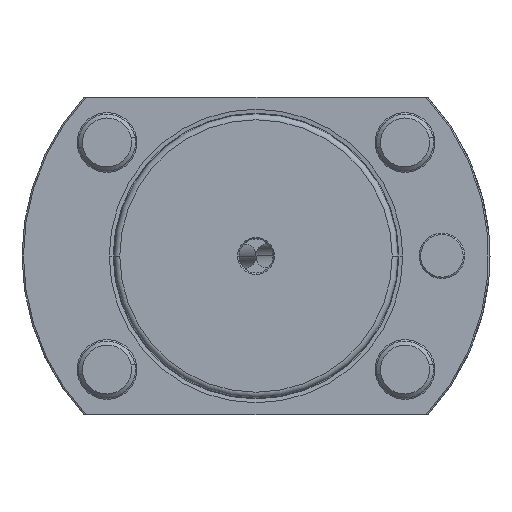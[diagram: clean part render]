
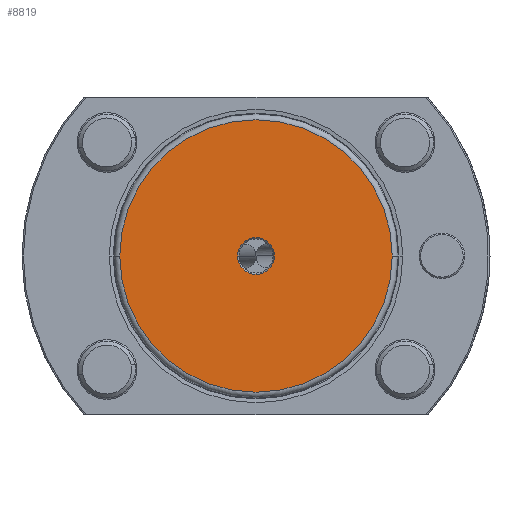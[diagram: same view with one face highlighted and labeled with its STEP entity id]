
A CAD part, left-side view. The second image highlights one B-rep face of the part: STEP entity #8819.
In plain terms, the highlighted planar face has unit normal (-1, 0, 0).
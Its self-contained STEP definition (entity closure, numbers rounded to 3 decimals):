
#1979 = CARTESIAN_POINT ( 'NONE',  ( -90., 48., 0. ) ) ;
#1982 = PLANE ( 'NONE',  #5873 ) ;
#1984 = DIRECTION ( 'NONE',  ( -1., 0., 0. ) ) ;
#1985 = DIRECTION ( 'NONE',  ( 0., -1., 0. ) ) ;
#2456 = FACE_BOUND ( 'NONE', #10846, .T. ) ;
#2461 = FACE_OUTER_BOUND ( 'NONE', #10842, .T. ) ;
#2716 = CIRCLE ( 'NONE', #8377, 6.5 ) ;
#2804 = CIRCLE ( 'NONE', #5189, 48. ) ;
#3387 = CARTESIAN_POINT ( 'NONE',  ( -90., 48., 0. ) ) ;
#3389 = CARTESIAN_POINT ( 'NONE',  ( -90., 6.5, 0. ) ) ;
#3392 = CARTESIAN_POINT ( 'NONE',  ( -90., -6.5, 0. ) ) ;
#3393 = CARTESIAN_POINT ( 'NONE',  ( -90., -48., 0. ) ) ;
#4475 = CARTESIAN_POINT ( 'NONE',  ( -90., 0., 0. ) ) ;
#4476 = DIRECTION ( 'NONE',  ( 1., 0., 0. ) ) ;
#4477 = DIRECTION ( 'NONE',  ( 0., 1., 0. ) ) ;
#4678 = CARTESIAN_POINT ( 'NONE',  ( -90., 0., 0. ) ) ;
#4679 = DIRECTION ( 'NONE',  ( 1., 0., 0. ) ) ;
#4680 = DIRECTION ( 'NONE',  ( 0., 1., 0. ) ) ;
#5189 = AXIS2_PLACEMENT_3D ( 'NONE', #4678, #4679, #4680 ) ;
#5873 = AXIS2_PLACEMENT_3D ( 'NONE', #1979, #1984, #1985 ) ;
#6158 = AXIS2_PLACEMENT_3D ( 'NONE', #15059, #15060, #15061 ) ;
#6159 = AXIS2_PLACEMENT_3D ( 'NONE', #15062, #15063, #15064 ) ;
#8074 = EDGE_CURVE ( 'NONE', #9647, #9644, #13239, .T. ) ;
#8076 = EDGE_CURVE ( 'NONE', #9642, #9648, #13242, .T. ) ;
#8377 = AXIS2_PLACEMENT_3D ( 'NONE', #4475, #4476, #4477 ) ;
#8819 = ADVANCED_FACE ( 'NONE', ( #2456, #2461 ), #1982, .T. ) ;
#9642 = VERTEX_POINT ( 'NONE', #3387 ) ;
#9644 = VERTEX_POINT ( 'NONE', #3389 ) ;
#9647 = VERTEX_POINT ( 'NONE', #3392 ) ;
#9648 = VERTEX_POINT ( 'NONE', #3393 ) ;
#10115 = ORIENTED_EDGE ( 'NONE', *, *, #8074, .T. ) ;
#10116 = ORIENTED_EDGE ( 'NONE', *, *, #15822, .T. ) ;
#10117 = ORIENTED_EDGE ( 'NONE', *, *, #8076, .F. ) ;
#10118 = ORIENTED_EDGE ( 'NONE', *, *, #15882, .F. ) ;
#10842 = EDGE_LOOP ( 'NONE', ( #10117, #10118 ) ) ;
#10846 = EDGE_LOOP ( 'NONE', ( #10115, #10116 ) ) ;
#13239 = CIRCLE ( 'NONE', #6158, 6.5 ) ;
#13242 = CIRCLE ( 'NONE', #6159, 48. ) ;
#15059 = CARTESIAN_POINT ( 'NONE',  ( -90., 0., 0. ) ) ;
#15060 = DIRECTION ( 'NONE',  ( 1., 0., 0. ) ) ;
#15061 = DIRECTION ( 'NONE',  ( 0., 1., 0. ) ) ;
#15062 = CARTESIAN_POINT ( 'NONE',  ( -90., 0., 0. ) ) ;
#15063 = DIRECTION ( 'NONE',  ( 1., 0., 0. ) ) ;
#15064 = DIRECTION ( 'NONE',  ( 0., 1., 0. ) ) ;
#15822 = EDGE_CURVE ( 'NONE', #9644, #9647, #2716, .T. ) ;
#15882 = EDGE_CURVE ( 'NONE', #9648, #9642, #2804, .T. ) ;
